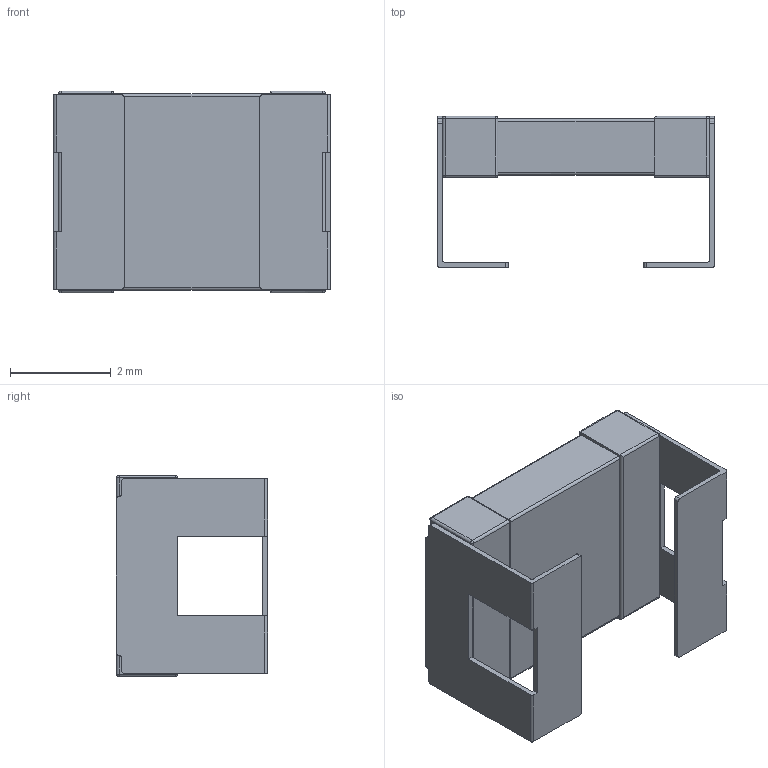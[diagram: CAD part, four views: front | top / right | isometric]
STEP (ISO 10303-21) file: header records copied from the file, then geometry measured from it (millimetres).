
FILE_DESCRIPTION (( 'STEP AP214' ), '1' );
FILE_NAME ('CCSS_S1_1812-1_L5.5W4T3B1.4.STEP', '2023-12-19T20:36:41', ( '' ), ( '' ), 'SwSTEP 2.0', 'SolidWorks 2021', '' );
FILE_SCHEMA (( 'AUTOMOTIVE_DESIGN' ));
Length unit declared in the file: millimetre
Products named in the file (1): CCSS_S1_1812-1_L5.5W4T3B1.4
Bounding box: 5.5 x 3 x 4 mm (x, y, z)
Volume: 26.9 mm3; surface area: 107.5 mm2
Topology: 4 solids, 4 shells, 173 faces, 451 edges, 270 vertices
Faces by surface type: plane 105, cylinder 56, sphere 12
Entity records: 6498 total; most frequent: CARTESIAN_POINT 979, ORIENTED_EDGE 878, DIRECTION 859, EDGE_CURVE 439, VECTOR 335, LINE 335, VERTEX_POINT 270, AXIS2_PLACEMENT_3D 262
